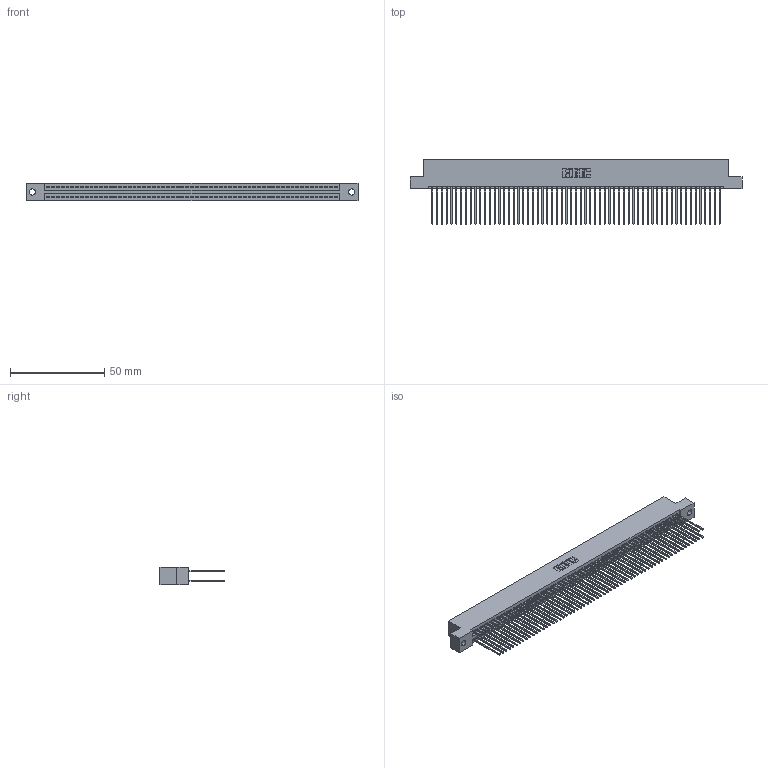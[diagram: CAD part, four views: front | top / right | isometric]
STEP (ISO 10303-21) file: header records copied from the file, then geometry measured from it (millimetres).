
FILE_DESCRIPTION (( 'STEP AP203' ), '1' );
FILE_NAME ('345-122-541-202.STEP', '2019-11-06T13:54:27', ( '' ), ( '' ), 'SwSTEP 2.0', 'SolidWorks 2016', '' );
FILE_SCHEMA (( 'CONFIG_CONTROL_DESIGN' ));
Length unit declared in the file: inch
Products named in the file (3): 345-292-001_345-293-141; 345-122-541-202; 345 Part_Flush Mounting Lugs - 0.128 Dia
Assembly tree (123 placements, depth 2):
  345-122-541-202
    345 Part_Flush Mounting Lugs - 0.128 Dia
    345-292-001_345-293-141  x122
Bounding box: 176.15 x 33.96 x 9.4 mm (x, y, z)
Volume: 17950.9 mm3; surface area: 29920 mm2
Topology: 123 solids, 123 shells, 6226 faces, 18519 edges, 12182 vertices
Faces by surface type: plane 4106, cylinder 2120
Entity records: 45325 total; most frequent: CARTESIAN_POINT 7580, ORIENTED_EDGE 7514, DIRECTION 6661, EDGE_CURVE 3757, LINE 3381, VECTOR 3381, VERTEX_POINT 2502, AXIS2_PLACEMENT_3D 1640
